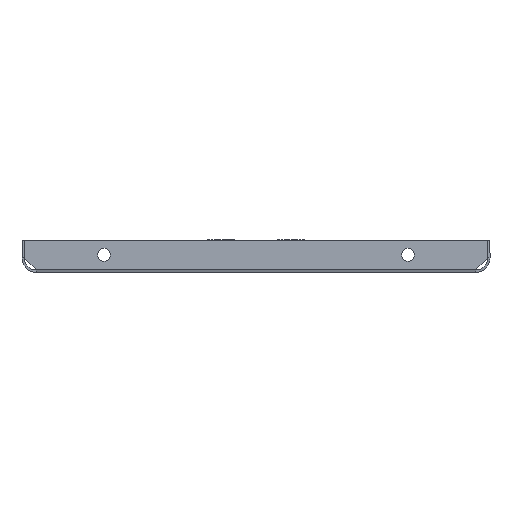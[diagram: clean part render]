
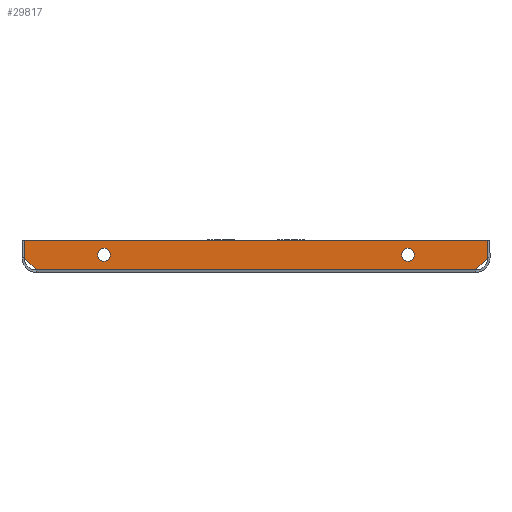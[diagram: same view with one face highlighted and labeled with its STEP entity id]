
A CAD part, front view. The second image highlights one B-rep face of the part: STEP entity #29817.
In plain terms, the highlighted planar face has unit normal (0, -1, 0).
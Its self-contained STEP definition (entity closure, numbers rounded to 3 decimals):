
#2282 = DIRECTION ( 'NONE',  ( 0., 0., 1. ) ) ;
#2285 = DIRECTION ( 'NONE',  ( 0., 1., 0. ) ) ;
#2288 = PLANE ( 'NONE',  #13169 ) ;
#2299 = CARTESIAN_POINT ( 'NONE',  ( -145.5, -977.5, 20. ) ) ;
#8592 = CARTESIAN_POINT ( 'NONE',  ( -145.4, -977.5, 8.9 ) ) ;
#8808 = CARTESIAN_POINT ( 'NONE',  ( 145.4, -977.5, 20. ) ) ;
#8810 = CARTESIAN_POINT ( 'NONE',  ( 138.016, -977.5, 1.51 ) ) ;
#8880 = CARTESIAN_POINT ( 'NONE',  ( 145.4, -977.5, 8.9 ) ) ;
#8948 = CARTESIAN_POINT ( 'NONE',  ( -138.016, -977.5, 1.51 ) ) ;
#9020 = CARTESIAN_POINT ( 'NONE',  ( -145.4, -977.5, 20. ) ) ;
#11545 = CIRCLE ( 'NONE', #29280, 4. ) ;
#11547 = CIRCLE ( 'NONE', #29281, 4. ) ;
#11553 = VECTOR ( 'NONE', #12790, 1000. ) ;
#11554 = VECTOR ( 'NONE', #12792, 1000. ) ;
#11555 = LINE ( 'NONE', #12794, #11554 ) ;
#11556 = VECTOR ( 'NONE', #12796, 1000. ) ;
#11557 = VECTOR ( 'NONE', #12800, 1000. ) ;
#11558 = LINE ( 'NONE', #12801, #11557 ) ;
#11560 = LINE ( 'NONE', #12808, #11556 ) ;
#11562 = VECTOR ( 'NONE', #12802, 1000. ) ;
#11563 = LINE ( 'NONE', #12803, #11562 ) ;
#11565 = VECTOR ( 'NONE', #12809, 1000. ) ;
#11567 = LINE ( 'NONE', #12797, #11553 ) ;
#11569 = LINE ( 'NONE', #12811, #11565 ) ;
#11637 = CIRCLE ( 'NONE', #29301, 4. ) ;
#11648 = CIRCLE ( 'NONE', #29307, 4. ) ;
#12264 = DIRECTION ( 'NONE',  ( 0., 0., 1. ) ) ;
#12267 = DIRECTION ( 'NONE',  ( 0., 1., 0. ) ) ;
#12315 = CARTESIAN_POINT ( 'NONE',  ( 95.5, -977.5, 11. ) ) ;
#12371 = DIRECTION ( 'NONE',  ( 0., 0., 1. ) ) ;
#12408 = DIRECTION ( 'NONE',  ( 0., -1., 0. ) ) ;
#12434 = CARTESIAN_POINT ( 'NONE',  ( -95.5, -977.5, 11. ) ) ;
#12783 = DIRECTION ( 'NONE',  ( 0., 0., 1. ) ) ;
#12784 = DIRECTION ( 'NONE',  ( 0., -1., 0. ) ) ;
#12786 = DIRECTION ( 'NONE',  ( 0., 0., 1. ) ) ;
#12787 = DIRECTION ( 'NONE',  ( 0., 1., 0. ) ) ;
#12790 = DIRECTION ( 'NONE',  ( -0.707, 0., -0.707 ) ) ;
#12791 = CARTESIAN_POINT ( 'NONE',  ( 95.5, -977.5, 11. ) ) ;
#12792 = DIRECTION ( 'NONE',  ( 0., 0., 1. ) ) ;
#12794 = CARTESIAN_POINT ( 'NONE',  ( -145.4, -977.5, 1.51 ) ) ;
#12795 = CARTESIAN_POINT ( 'NONE',  ( -95.5, -977.5, 11. ) ) ;
#12796 = DIRECTION ( 'NONE',  ( 0.707, 0., -0.707 ) ) ;
#12797 = CARTESIAN_POINT ( 'NONE',  ( 5.611, -977.5, -130.996 ) ) ;
#12800 = DIRECTION ( 'NONE',  ( -1., 0., 0. ) ) ;
#12801 = CARTESIAN_POINT ( 'NONE',  ( -145.5, -977.5, 1.51 ) ) ;
#12802 = DIRECTION ( 'NONE',  ( 0., 0., 1. ) ) ;
#12803 = CARTESIAN_POINT ( 'NONE',  ( 145.4, -977.5, 1.51 ) ) ;
#12808 = CARTESIAN_POINT ( 'NONE',  ( -151., -977.5, 14.504 ) ) ;
#12809 = DIRECTION ( 'NONE',  ( -1., 0., 0. ) ) ;
#12811 = CARTESIAN_POINT ( 'NONE',  ( -145.5, -977.5, 20. ) ) ;
#13169 = AXIS2_PLACEMENT_3D ( 'NONE', #2299, #2285, #2282 ) ;
#17724 = CARTESIAN_POINT ( 'NONE',  ( 95.5, -977.5, 15. ) ) ;
#17728 = CARTESIAN_POINT ( 'NONE',  ( 95.5, -977.5, 7. ) ) ;
#18139 = CARTESIAN_POINT ( 'NONE',  ( -95.5, -977.5, 7. ) ) ;
#18164 = CARTESIAN_POINT ( 'NONE',  ( -95.5, -977.5, 15. ) ) ;
#23154 = VERTEX_POINT ( 'NONE', #18164 ) ;
#23159 = VERTEX_POINT ( 'NONE', #18139 ) ;
#24375 = VERTEX_POINT ( 'NONE', #17728 ) ;
#24379 = VERTEX_POINT ( 'NONE', #17724 ) ;
#24714 = EDGE_LOOP ( 'NONE', ( #30780, #30781, #31277, #31383, #31280, #31276 ) ) ;
#24720 = EDGE_LOOP ( 'NONE', ( #31279, #31283 ) ) ;
#24724 = EDGE_LOOP ( 'NONE', ( #31285, #31281 ) ) ;
#26271 = EDGE_CURVE ( 'NONE', #23154, #23159, #11648, .T. ) ;
#26279 = EDGE_CURVE ( 'NONE', #24375, #24379, #11637, .T. ) ;
#26329 = EDGE_CURVE ( 'NONE', #27323, #27230, #11569, .T. ) ;
#26333 = EDGE_CURVE ( 'NONE', #27291, #27323, #11563, .T. ) ;
#26334 = EDGE_CURVE ( 'NONE', #27321, #27263, #11558, .T. ) ;
#26335 = EDGE_CURVE ( 'NONE', #27420, #27263, #11560, .T. ) ;
#26336 = EDGE_CURVE ( 'NONE', #27420, #27230, #11555, .T. ) ;
#26337 = EDGE_CURVE ( 'NONE', #27291, #27321, #11567, .T. ) ;
#26339 = EDGE_CURVE ( 'NONE', #24379, #24375, #11547, .T. ) ;
#26340 = EDGE_CURVE ( 'NONE', #23159, #23154, #11545, .T. ) ;
#27230 = VERTEX_POINT ( 'NONE', #9020 ) ;
#27263 = VERTEX_POINT ( 'NONE', #8948 ) ;
#27291 = VERTEX_POINT ( 'NONE', #8880 ) ;
#27321 = VERTEX_POINT ( 'NONE', #8810 ) ;
#27323 = VERTEX_POINT ( 'NONE', #8808 ) ;
#27420 = VERTEX_POINT ( 'NONE', #8592 ) ;
#29280 = AXIS2_PLACEMENT_3D ( 'NONE', #12795, #12784, #12783 ) ;
#29281 = AXIS2_PLACEMENT_3D ( 'NONE', #12791, #12787, #12786 ) ;
#29301 = AXIS2_PLACEMENT_3D ( 'NONE', #12315, #12267, #12264 ) ;
#29307 = AXIS2_PLACEMENT_3D ( 'NONE', #12434, #12408, #12371 ) ;
#29817 = ADVANCED_FACE ( 'NONE', ( #30606, #30599, #30596 ), #2288, .F. ) ;
#30596 = FACE_BOUND ( 'NONE', #24724, .T. ) ;
#30599 = FACE_BOUND ( 'NONE', #24720, .T. ) ;
#30606 = FACE_OUTER_BOUND ( 'NONE', #24714, .T. ) ;
#30780 = ORIENTED_EDGE ( 'NONE', *, *, #26336, .F. ) ;
#30781 = ORIENTED_EDGE ( 'NONE', *, *, #26335, .T. ) ;
#31276 = ORIENTED_EDGE ( 'NONE', *, *, #26329, .T. ) ;
#31277 = ORIENTED_EDGE ( 'NONE', *, *, #26334, .F. ) ;
#31279 = ORIENTED_EDGE ( 'NONE', *, *, #26339, .T. ) ;
#31280 = ORIENTED_EDGE ( 'NONE', *, *, #26333, .T. ) ;
#31281 = ORIENTED_EDGE ( 'NONE', *, *, #26340, .F. ) ;
#31283 = ORIENTED_EDGE ( 'NONE', *, *, #26279, .T. ) ;
#31285 = ORIENTED_EDGE ( 'NONE', *, *, #26271, .F. ) ;
#31383 = ORIENTED_EDGE ( 'NONE', *, *, #26337, .F. ) ;
